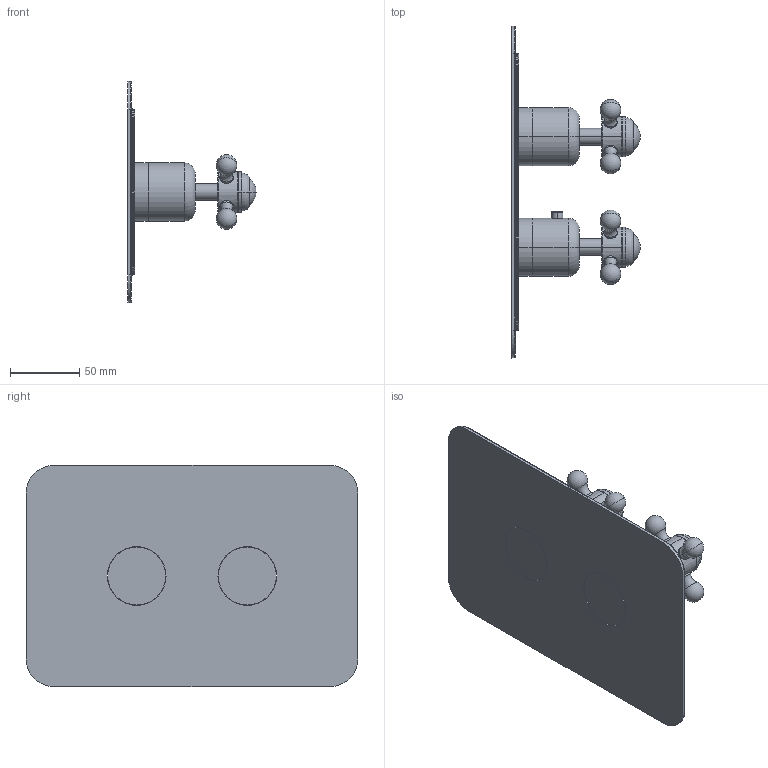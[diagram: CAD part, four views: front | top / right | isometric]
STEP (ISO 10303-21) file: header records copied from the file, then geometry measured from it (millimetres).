
FILE_DESCRIPTION((''),'2;1');
FILE_NAME('4100','2018-08-08T',('MQ'),(''),'PRO/ENGINEER BY PARAMETRIC TECHNOLOGY CORPORATION, 2012130','PRO/ENGINEER BY PARAMETRIC TECHNOLOGY CORPORATION, 2012130','');
FILE_SCHEMA(('CONFIG_CONTROL_DESIGN'));
Length unit declared in the file: millimetre
Products named in the file (1): 4100
Bounding box: 93 x 240 x 160 mm (x, y, z)
Volume: 324827.5 mm3; surface area: 105986.8 mm2
Topology: 3 solids, 3 shells, 158 faces, 346 edges, 196 vertices
Faces by surface type: cylinder 62, torus 50, plane 26, sphere 20
Entity records: 4474 total; most frequent: CARTESIAN_POINT 928, DIRECTION 846, ORIENTED_EDGE 652, AXIS2_PLACEMENT_3D 380, EDGE_CURVE 326, CIRCLE 222, VERTEX_POINT 196, EDGE_LOOP 184
